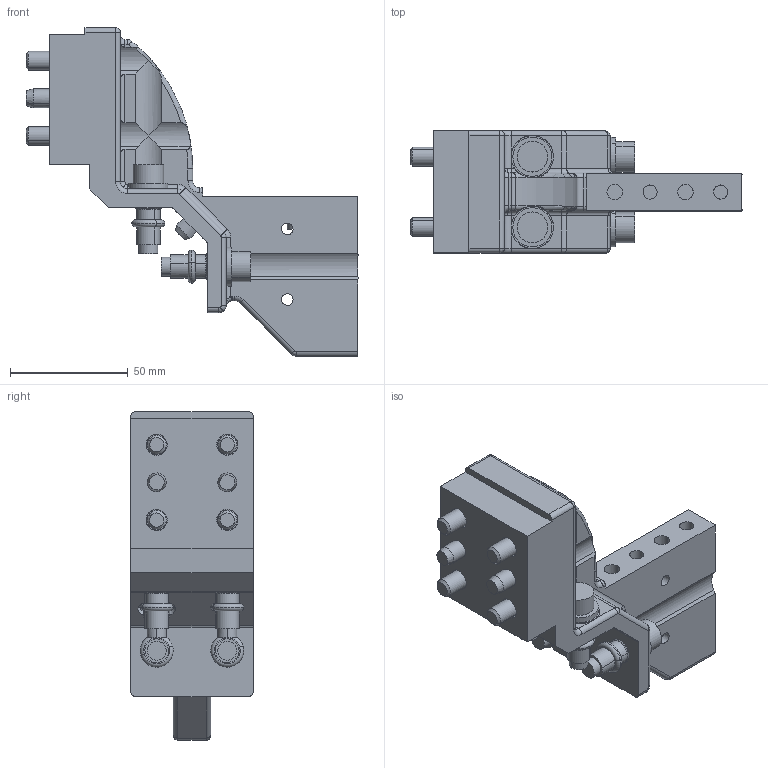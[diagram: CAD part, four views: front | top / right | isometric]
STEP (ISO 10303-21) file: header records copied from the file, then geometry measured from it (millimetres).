
FILE_DESCRIPTION(('CATIA V5 STEP'),'2;1');
FILE_NAME('AEGT276.stp','2018-07-30T02:37:45+00:00',('none'),('none'),'CATIA Version 5 Release 21 GA (IN-10)','CATIA V5 STEP AP214','none');
FILE_SCHEMA(('AUTOMOTIVE_DESIGN { 1 0 10303 214 1 1 1 1 }'));
Length unit declared in the file: millimetre
Products named in the file (1): AEGT276
Bounding box: 141.06 x 52 x 139.56 mm (x, y, z)
Volume: 211647.8 mm3; surface area: 56975.4 mm2
Topology: 1 solids, 1 shells, 464 faces, 1089 edges, 692 vertices
Faces by surface type: cylinder 235, plane 140, torus 40, cone 27, revolution 16, bspline 4, sphere 2
Entity records: 14520 total; most frequent: CARTESIAN_POINT 4685, ORIENTED_EDGE 2174, DIRECTION 1596, EDGE_CURVE 1087, AXIS2_PLACEMENT_3D 830, VERTEX_POINT 692, EDGE_LOOP 537, CIRCLE 478
